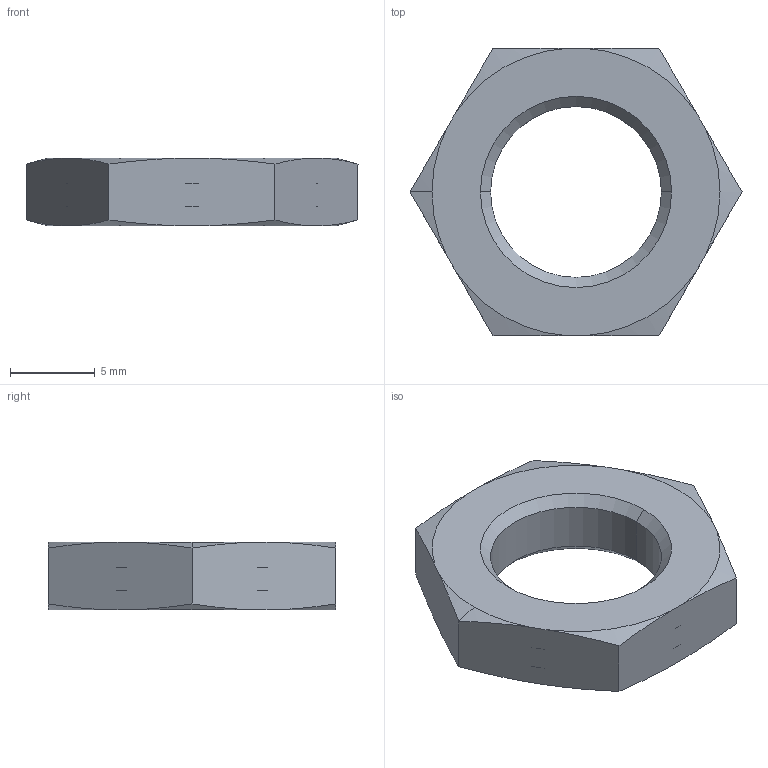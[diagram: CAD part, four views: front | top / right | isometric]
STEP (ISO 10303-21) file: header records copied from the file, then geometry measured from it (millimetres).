
FILE_DESCRIPTION (( 'STEP AP214' ), '1' );
FILE_NAME ('GXM3ID2474.step', '2018-04-12T20:20:26', ( '' ), ( '' ), 'SwSTEP 2.0', 'SolidWorks 2017', '' );
FILE_SCHEMA (( 'AUTOMOTIVE_DESIGN' ));
Length unit declared in the file: inch
Products named in the file (1): GXM3ID2474
Bounding box: 19.63 x 17 x 4 mm (x, y, z)
Volume: 558.7 mm3; surface area: 968.1 mm2
Topology: 1 solids, 2 shells, 35 faces, 86 edges, 54 vertices
Faces by surface type: cone 22, plane 9, cylinder 4
Entity records: 1100 total; most frequent: CARTESIAN_POINT 248, ORIENTED_EDGE 172, DIRECTION 164, EDGE_CURVE 86, AXIS2_PLACEMENT_3D 66, VERTEX_POINT 54, EDGE_LOOP 38, FACE_OUTER_BOUND 35
